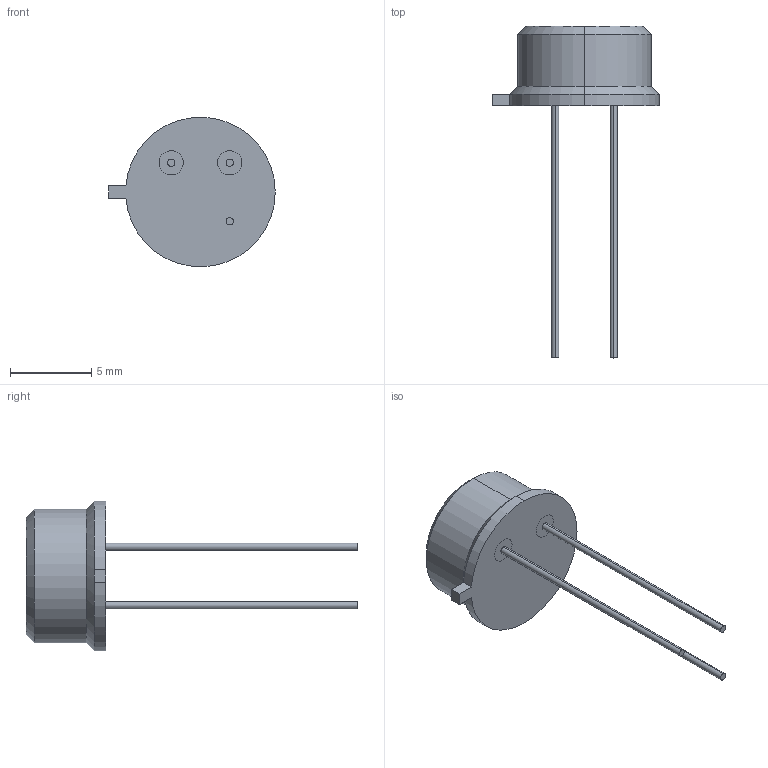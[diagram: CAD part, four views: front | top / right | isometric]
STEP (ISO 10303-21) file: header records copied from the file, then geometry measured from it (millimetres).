
FILE_DESCRIPTION (( 'STEP AP214' ), '1' );
FILE_NAME ('IRA-S210ST01.STEP', '2020-04-02T16:44:14', ( '' ), ( '' ), 'SwSTEP 2.0', 'SolidWorks 2017', '' );
FILE_SCHEMA (( 'AUTOMOTIVE_DESIGN' ));
Length unit declared in the file: millimetre
Products named in the file (1): IRA-S210ST01
Bounding box: 10.24 x 20.4 x 9.2 mm (x, y, z)
Volume: 276.6 mm3; surface area: 363.2 mm2
Topology: 7 solids, 7 shells, 52 faces, 97 edges, 62 vertices
Faces by surface type: plane 29, cylinder 19, cone 4
Entity records: 1386 total; most frequent: DIRECTION 244, CARTESIAN_POINT 212, ORIENTED_EDGE 194, EDGE_CURVE 97, AXIS2_PLACEMENT_3D 94, VERTEX_POINT 62, VECTOR 56, LINE 56
